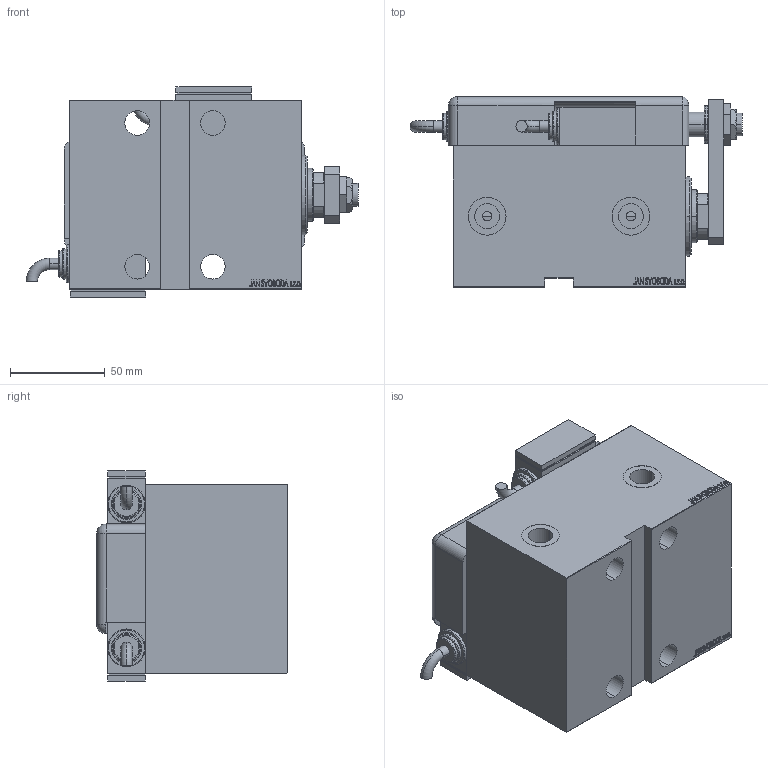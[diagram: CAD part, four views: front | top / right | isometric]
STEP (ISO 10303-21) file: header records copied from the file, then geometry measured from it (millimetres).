
FILE_DESCRIPTION (( 'STEP AP203' ), '1' );
FILE_NAME ('caf3.STEP', '2021-03-18T21:39:05', ( '' ), ( '' ), 'SwSTEP 2.0', 'SolidWorks 2019', '' );
FILE_SCHEMA (( 'CONFIG_CONTROL_DESIGN' ));
Length unit declared in the file: millimetre
Products named in the file (13): caf3; SWITCH_Q_FRONT_BACK 4b928e2687e89334d82ee61bc656b6d2; V450CM_E 4b928e2687e89334d82ee61bc656b6d2; SWITCH DIM A_G 4b928e2687e89334d82ee61bc656b6d2; V450CM_VC_B 4b928e2687e89334d82ee61bc656b6d2; TYC 4b928e2687e89334d82ee61bc656b6d2; SWITCH Q 4b928e2687e89334d82ee61bc656b6d2; V450CM_E_VCP 4b928e2687e89334d82ee61bc656b6d2; MAGNETIC SWITCH Q 4b928e2687e89334d82ee61bc656b6d2; ZARAZKA_Q 4b928e2687e89334d82ee61bc656b6d2; KRYT 4b928e2687e89334d82ee61bc656b6d2; NUT_D13 4b928e2687e89334d82ee61bc656b6d2; NUT_D19 4b928e2687e89334d82ee61bc656b6d2
Assembly tree (13 placements, depth 3):
  caf3
    V450CM_E 4b928e2687e89334d82ee61bc656b6d2
    V450CM_E_VCP 4b928e2687e89334d82ee61bc656b6d2
    V450CM_VC_B 4b928e2687e89334d82ee61bc656b6d2
    MAGNETIC SWITCH Q 4b928e2687e89334d82ee61bc656b6d2
      SWITCH_Q_FRONT_BACK 4b928e2687e89334d82ee61bc656b6d2
      TYC 4b928e2687e89334d82ee61bc656b6d2
      ZARAZKA_Q 4b928e2687e89334d82ee61bc656b6d2
      SWITCH DIM A_G 4b928e2687e89334d82ee61bc656b6d2
      NUT_D19 4b928e2687e89334d82ee61bc656b6d2
      NUT_D13 4b928e2687e89334d82ee61bc656b6d2
      KRYT 4b928e2687e89334d82ee61bc656b6d2
      SWITCH Q 4b928e2687e89334d82ee61bc656b6d2  x2
Bounding box: 175.46 x 100.8 x 111 mm (x, y, z)
Volume: 927262.6 mm3; surface area: 179463.2 mm2
Topology: 13 solids, 13 shells, 1243 faces, 3162 edges, 2087 vertices
Faces by surface type: plane 617, bspline 471, cylinder 109, cone 22, torus 22, sphere 2
Entity records: 59109 total; most frequent: CARTESIAN_POINT 31566, ORIENTED_EDGE 6128, DIRECTION 3852, EDGE_CURVE 3064, VERTEX_POINT 2027, VECTOR 1838, LINE 1838, EDGE_LOOP 1373
